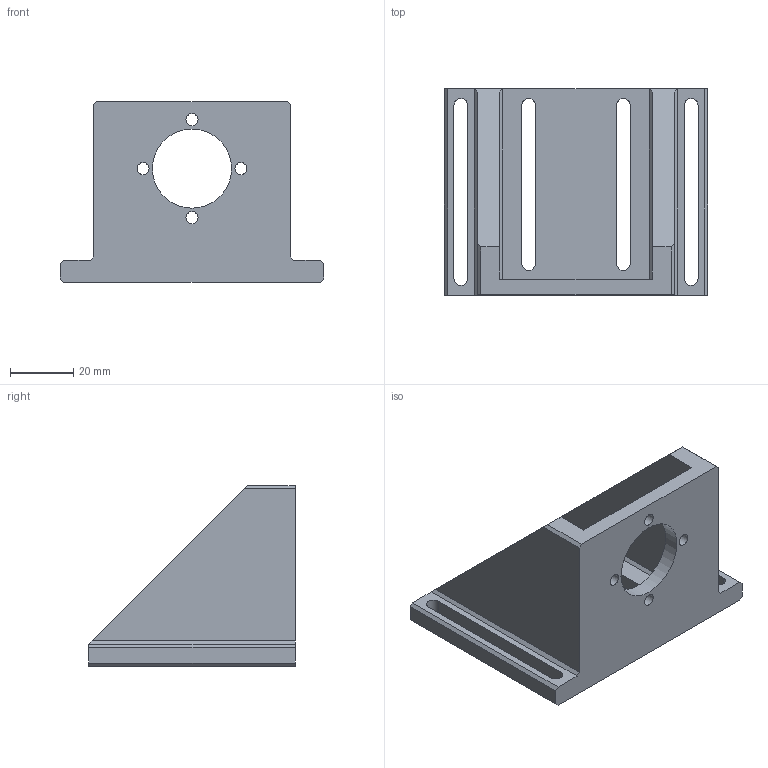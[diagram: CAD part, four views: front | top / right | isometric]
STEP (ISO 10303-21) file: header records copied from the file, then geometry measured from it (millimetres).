
FILE_DESCRIPTION(('FreeCAD Model'),'2;1');
FILE_NAME('Open CASCADE Shape Model','2022-12-29T12:08:21',(''),(''), 'Open CASCADE STEP processor 7.6','FreeCAD','Unknown');
FILE_SCHEMA(('AUTOMOTIVE_DESIGN { 1 0 10303 214 1 1 1 1 }'));
Length unit declared in the file: millimetre
Products named in the file (1): nema17_geared_holder
Bounding box: 83.3 x 65.25 x 57.1 mm (x, y, z)
Volume: 68762 mm3; surface area: 26929.1 mm2
Topology: 1 solids, 1 shells, 47 faces, 131 edges, 86 vertices
Faces by surface type: plane 34, cylinder 13
Full cylindrical faces by diameter (mm): 3.8 x4, 25 x1
Entity records: 3270 total; most frequent: CARTESIAN_POINT 733, DIRECTION 429, LINE 279, VECTOR 279, ORIENTED_EDGE 262, PCURVE 262, DEFINITIONAL_REPRESENTATION 262, EDGE_CURVE 131
